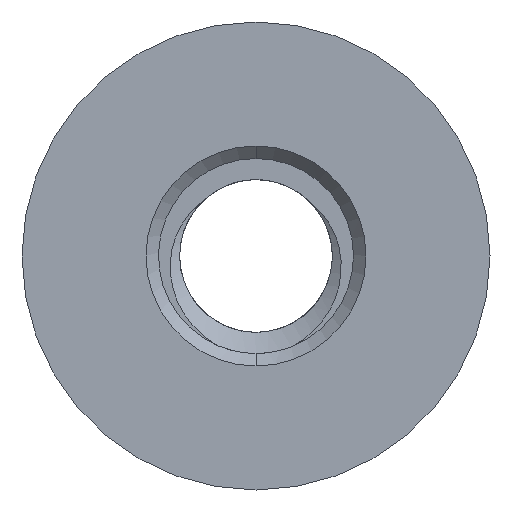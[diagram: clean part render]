
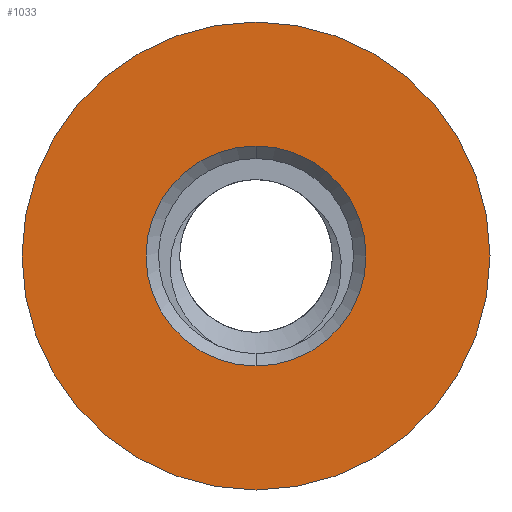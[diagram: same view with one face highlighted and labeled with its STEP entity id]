
A CAD part, front view. The second image highlights one B-rep face of the part: STEP entity #1033.
In plain terms, the highlighted planar face has unit normal (0, -1, 0).
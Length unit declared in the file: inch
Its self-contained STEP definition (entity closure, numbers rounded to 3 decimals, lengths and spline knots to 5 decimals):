
#24 = CARTESIAN_POINT ( 'NONE',  ( 0., 0.89062, 0. ) ) ;
#93 = CARTESIAN_POINT ( 'NONE',  ( 0., 0.89062, 1.98125 ) ) ;
#127 = DIRECTION ( 'NONE',  ( 0., -1., 0. ) ) ;
#236 = AXIS2_PLACEMENT_3D ( 'NONE', #1874, #2782, #321 ) ;
#288 = CARTESIAN_POINT ( 'NONE',  ( 0., 0.89062, 1.98125 ) ) ;
#299 = CARTESIAN_POINT ( 'NONE',  ( 0., 0.89062, 1.98125 ) ) ;
#321 = DIRECTION ( 'NONE',  ( 0., 0., -1. ) ) ;
#410 = VERTEX_POINT ( 'NONE', #1254 ) ;
#501 = VERTEX_POINT ( 'NONE', #1482 ) ;
#565 = DIRECTION ( 'NONE',  ( 0., 0., -1. ) ) ;
#610 = EDGE_CURVE ( 'NONE', #501, #410, #1082, .T. ) ;
#756 = DIRECTION ( 'NONE',  ( 0., 0., 1. ) ) ;
#759 = ORIENTED_EDGE ( 'NONE', *, *, #1923, .T. ) ;
#843 = ORIENTED_EDGE ( 'NONE', *, *, #610, .T. ) ;
#873 = AXIS2_PLACEMENT_3D ( 'NONE', #299, #127, #565 ) ;
#1033 = ADVANCED_FACE ( 'NONE', ( #1865, #1358 ), #2048, .F. ) ;
#1082 = CIRCLE ( 'NONE', #236, 0.1875 ) ;
#1092 = EDGE_CURVE ( 'NONE', #2839, #2898, #1951, .T. ) ;
#1101 = CIRCLE ( 'NONE', #873, 0.1875 ) ;
#1254 = CARTESIAN_POINT ( 'NONE',  ( 0., 0.89062, 2.16875 ) ) ;
#1358 = FACE_OUTER_BOUND ( 'NONE', #1890, .T. ) ;
#1384 = ORIENTED_EDGE ( 'NONE', *, *, #1092, .T. ) ;
#1449 = DIRECTION ( 'NONE',  ( 0., 1., 0. ) ) ;
#1482 = CARTESIAN_POINT ( 'NONE',  ( 0., 0.89062, 1.79375 ) ) ;
#1640 = DIRECTION ( 'NONE',  ( 0., 0., 1. ) ) ;
#1647 = ORIENTED_EDGE ( 'NONE', *, *, #2159, .T. ) ;
#1865 = FACE_BOUND ( 'NONE', #2646, .T. ) ;
#1874 = CARTESIAN_POINT ( 'NONE',  ( 0., 0.89062, 1.98125 ) ) ;
#1876 = DIRECTION ( 'NONE',  ( 0., 1., 0. ) ) ;
#1890 = EDGE_LOOP ( 'NONE', ( #843, #1647 ) ) ;
#1923 = EDGE_CURVE ( 'NONE', #2898, #2839, #2443, .T. ) ;
#1951 = CIRCLE ( 'NONE', #2614, 0.08813 ) ;
#2048 = PLANE ( 'NONE',  #2813 ) ;
#2159 = EDGE_CURVE ( 'NONE', #410, #501, #1101, .T. ) ;
#2251 = CARTESIAN_POINT ( 'NONE',  ( 0., 0.89062, 1.89312 ) ) ;
#2436 = CARTESIAN_POINT ( 'NONE',  ( 0., 0.89062, 2.06938 ) ) ;
#2443 = CIRCLE ( 'NONE', #2905, 0.08813 ) ;
#2614 = AXIS2_PLACEMENT_3D ( 'NONE', #93, #1449, #756 ) ;
#2646 = EDGE_LOOP ( 'NONE', ( #759, #1384 ) ) ;
#2773 = DIRECTION ( 'NONE',  ( 0., 1., 0. ) ) ;
#2782 = DIRECTION ( 'NONE',  ( 0., -1., 0. ) ) ;
#2784 = DIRECTION ( 'NONE',  ( 0., 0., 1. ) ) ;
#2813 = AXIS2_PLACEMENT_3D ( 'NONE', #24, #2773, #1640 ) ;
#2839 = VERTEX_POINT ( 'NONE', #2436 ) ;
#2898 = VERTEX_POINT ( 'NONE', #2251 ) ;
#2905 = AXIS2_PLACEMENT_3D ( 'NONE', #288, #1876, #2784 ) ;
